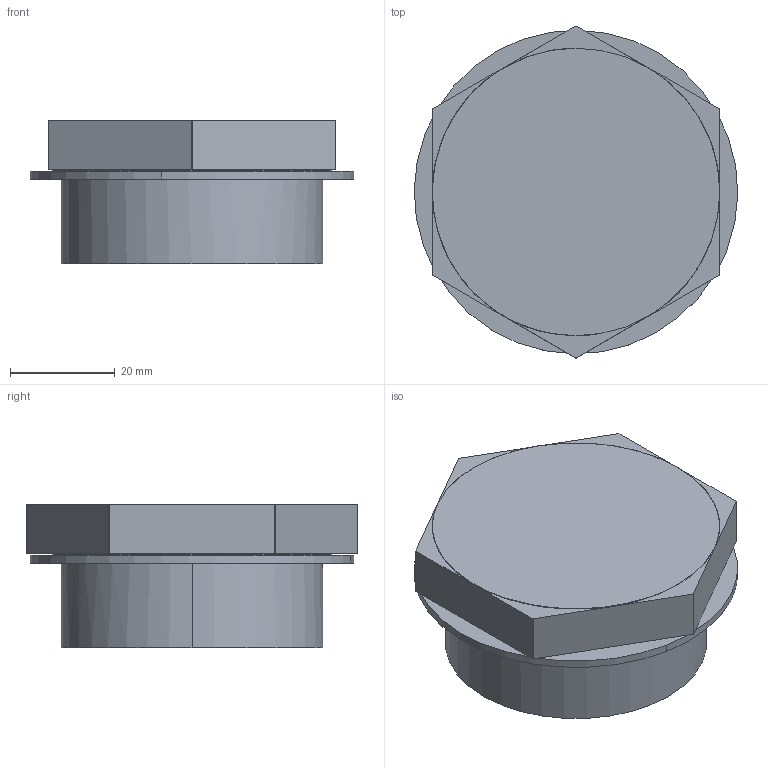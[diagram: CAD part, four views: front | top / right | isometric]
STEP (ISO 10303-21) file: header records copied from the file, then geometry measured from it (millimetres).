
FILE_DESCRIPTION(('CATIA V5 STEP Exchange','CAx-IF Rec.Pracs.--- Model Styling and Organization---1.4--- 2014-01-23'),'2;1');
FILE_NAME ('1932191-4_0', '2024-01-30T10:02:52+00:00', ('none'), ('Weidmueller'), 'CATIA Version 5-6 Release 2016 SP3 HF44', 'CATIA V5 STEP AP214', 'none');
FILE_SCHEMA(('AUTOMOTIVE_DESIGN { 1 0 10303 214 1 1 1 1 }'));
Length unit declared in the file: millimetre
Products named in the file (1): 2978940000_VP_M50_18_EX_CR_7J_BK
Bounding box: 61.89 x 63.5 x 27.5 mm (x, y, z)
Volume: 34280.8 mm3; surface area: 14929.9 mm2
Topology: 1 solids, 1 shells, 58 faces, 143 edges, 95 vertices
Faces by surface type: cylinder 26, plane 22, torus 8, bspline 2
Entity records: 2984 total; most frequent: CARTESIAN_POINT 1679, ORIENTED_EDGE 286, DIRECTION 209, EDGE_CURVE 143, AXIS2_PLACEMENT_3D 112, VERTEX_POINT 95, EDGE_LOOP 66, CIRCLE 65
